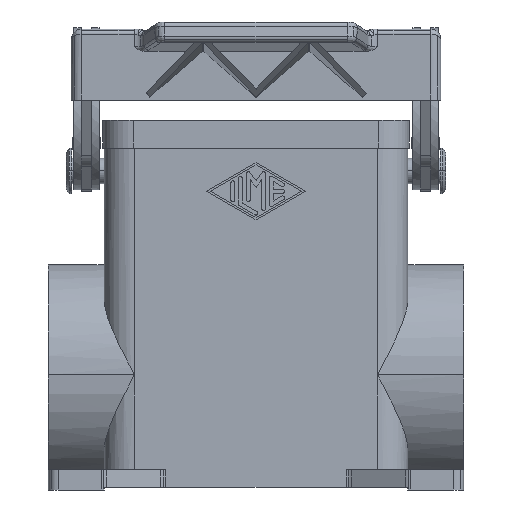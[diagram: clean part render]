
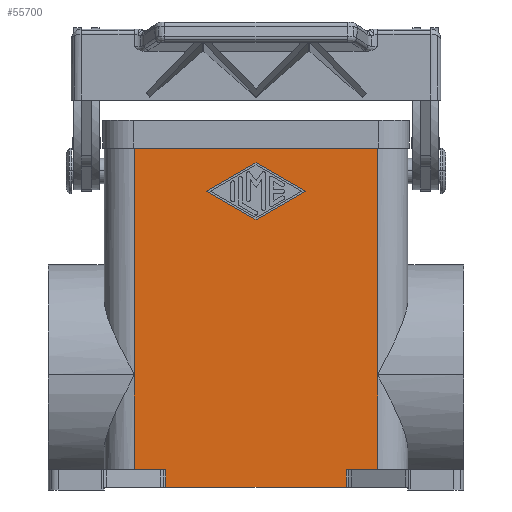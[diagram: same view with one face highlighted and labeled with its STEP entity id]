
A CAD part, front view. The second image highlights one B-rep face of the part: STEP entity #55700.
In plain terms, the highlighted planar face has unit normal (0, -1, 0).
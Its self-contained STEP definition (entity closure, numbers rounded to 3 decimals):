
#32110=CARTESIAN_POINT('',(24.,-21.75,-21.25));
#32120=VERTEX_POINT('',#32110);
#33450=CARTESIAN_POINT('',(-24.,-21.75,-21.25));
#33460=VERTEX_POINT('',#33450);
#48480=CARTESIAN_POINT('',(-17.773,-21.75,-43.5));
#48490=VERTEX_POINT('',#48480);
#48520=CARTESIAN_POINT('',(17.773,-21.75,-43.5));
#48530=DIRECTION('',(-1.,0.,0.));
#48540=VECTOR('',#48530,35.546);
#48550=LINE('',#48520,#48540);
#48560=CARTESIAN_POINT('',(17.773,-21.75,-43.5));
#48570=VERTEX_POINT('',#48560);
#48580=EDGE_CURVE('',#48570,#48490,#48550,.T.);
#51170=CARTESIAN_POINT('',(-24.,-21.75,-40.));
#51180=VERTEX_POINT('',#51170);
#51210=CARTESIAN_POINT('',(-24.,-21.75,-40.));
#51220=DIRECTION('',(1.,0.,0.));
#51230=VECTOR('',#51220,6.227);
#51240=LINE('',#51210,#51230);
#51250=CARTESIAN_POINT('',(-17.773,-21.75,-40.));
#51260=VERTEX_POINT('',#51250);
#51270=EDGE_CURVE('',#51180,#51260,#51240,.T.);
#54520=CARTESIAN_POINT('',(17.773,-21.75,-40.));
#54530=DIRECTION('',(0.,0.,-1.));
#54540=VECTOR('',#54530,3.5);
#54550=LINE('',#54520,#54540);
#54560=CARTESIAN_POINT('',(17.773,-21.75,-40.));
#54570=VERTEX_POINT('',#54560);
#54580=EDGE_CURVE('',#54570,#48570,#54550,.T.);
#54780=CARTESIAN_POINT('',(24.,-21.75,1.5));
#54790=DIRECTION('',(0.,-1.,0.));
#54800=DIRECTION('',(0.,0.,-1.));
#54810=AXIS2_PLACEMENT_3D('',#54780,#54790,#54800);
#54820=PLANE('',#54810);
#54830=ORIENTED_EDGE('',*,*,#48580,.F.);
#54840=CARTESIAN_POINT('',(-17.773,-21.75,-43.5));
#54850=DIRECTION('',(0.,0.,1.));
#54860=VECTOR('',#54850,3.5);
#54870=LINE('',#54840,#54860);
#54880=EDGE_CURVE('',#48490,#51260,#54870,.T.);
#54890=ORIENTED_EDGE('',*,*,#54880,.F.);
#54900=ORIENTED_EDGE('',*,*,#51270,.T.);
#54910=CARTESIAN_POINT('',(-24.,-21.75,-40.));
#54920=DIRECTION('',(0.,0.,1.));
#54930=VECTOR('',#54920,18.75);
#54940=LINE('',#54910,#54930);
#54950=EDGE_CURVE('',#51180,#33460,#54940,.T.);
#54960=ORIENTED_EDGE('',*,*,#54950,.F.);
#54970=CARTESIAN_POINT('',(-24.,-21.75,-21.25));
#54980=DIRECTION('',(0.,0.,1.));
#54990=VECTOR('',#54980,44.75);
#55000=LINE('',#54970,#54990);
#55010=CARTESIAN_POINT('',(-24.,-21.75,23.5));
#55020=VERTEX_POINT('',#55010);
#55030=EDGE_CURVE('',#33460,#55020,#55000,.T.);
#55040=ORIENTED_EDGE('',*,*,#55030,.F.);
#55050=CARTESIAN_POINT('',(24.,-21.75,23.5));
#55060=DIRECTION('',(-1.,0.,0.));
#55070=VECTOR('',#55060,48.);
#55080=LINE('',#55050,#55070);
#55090=CARTESIAN_POINT('',(24.,-21.75,23.5));
#55100=VERTEX_POINT('',#55090);
#55110=EDGE_CURVE('',#55100,#55020,#55080,.T.);
#55120=ORIENTED_EDGE('',*,*,#55110,.T.);
#55130=CARTESIAN_POINT('',(24.,-21.75,-21.25));
#55140=DIRECTION('',(0.,0.,1.));
#55150=VECTOR('',#55140,44.75);
#55160=LINE('',#55130,#55150);
#55170=EDGE_CURVE('',#32120,#55100,#55160,.T.);
#55180=ORIENTED_EDGE('',*,*,#55170,.T.);
#55190=CARTESIAN_POINT('',(24.,-21.75,-40.));
#55200=DIRECTION('',(0.,0.,1.));
#55210=VECTOR('',#55200,18.75);
#55220=LINE('',#55190,#55210);
#55230=CARTESIAN_POINT('',(24.,-21.75,-40.));
#55240=VERTEX_POINT('',#55230);
#55250=EDGE_CURVE('',#55240,#32120,#55220,.T.);
#55260=ORIENTED_EDGE('',*,*,#55250,.T.);
#55270=CARTESIAN_POINT('',(17.773,-21.75,-40.));
#55280=DIRECTION('',(1.,0.,0.));
#55290=VECTOR('',#55280,6.227);
#55300=LINE('',#55270,#55290);
#55310=EDGE_CURVE('',#54570,#55240,#55300,.T.);
#55320=ORIENTED_EDGE('',*,*,#55310,.T.);
#55330=ORIENTED_EDGE('',*,*,#54580,.F.);
#55340=EDGE_LOOP('',(#55330,#55320,#55260,#55180,#55120,#55040,#54960,
#54900,#54890,#54830));
#55350=FACE_OUTER_BOUND('',#55340,.T.);
#55360=CARTESIAN_POINT('',(9.75,-21.75,15.));
#55370=DIRECTION('',(-0.866,0.,-0.5));
#55380=VECTOR('',#55370,11.256);
#55390=LINE('',#55360,#55380);
#55400=CARTESIAN_POINT('',(9.75,-21.75,15.));
#55410=VERTEX_POINT('',#55400);
#55420=CARTESIAN_POINT('',(0.,-21.75,9.375));
#55430=VERTEX_POINT('',#55420);
#55440=EDGE_CURVE('',#55410,#55430,#55390,.T.);
#55450=ORIENTED_EDGE('',*,*,#55440,.T.);
#55460=CARTESIAN_POINT('',(0.,-21.75,20.625));
#55470=DIRECTION('',(0.866,0.,-0.5));
#55480=VECTOR('',#55470,11.256);
#55490=LINE('',#55460,#55480);
#55500=CARTESIAN_POINT('',(0.,-21.75,20.625));
#55510=VERTEX_POINT('',#55500);
#55520=EDGE_CURVE('',#55510,#55410,#55490,.T.);
#55530=ORIENTED_EDGE('',*,*,#55520,.T.);
#55540=CARTESIAN_POINT('',(-9.75,-21.75,15.));
#55550=DIRECTION('',(0.866,0.,0.5));
#55560=VECTOR('',#55550,11.256);
#55570=LINE('',#55540,#55560);
#55580=CARTESIAN_POINT('',(-9.75,-21.75,15.));
#55590=VERTEX_POINT('',#55580);
#55600=EDGE_CURVE('',#55590,#55510,#55570,.T.);
#55610=ORIENTED_EDGE('',*,*,#55600,.T.);
#55620=CARTESIAN_POINT('',(0.,-21.75,9.375));
#55630=DIRECTION('',(-0.866,0.,0.5));
#55640=VECTOR('',#55630,11.256);
#55650=LINE('',#55620,#55640);
#55660=EDGE_CURVE('',#55430,#55590,#55650,.T.);
#55670=ORIENTED_EDGE('',*,*,#55660,.T.);
#55680=EDGE_LOOP('',(#55670,#55610,#55530,#55450));
#55690=FACE_BOUND('',#55680,.T.);
#55700=ADVANCED_FACE('',(#55350,#55690),#54820,.T.);
